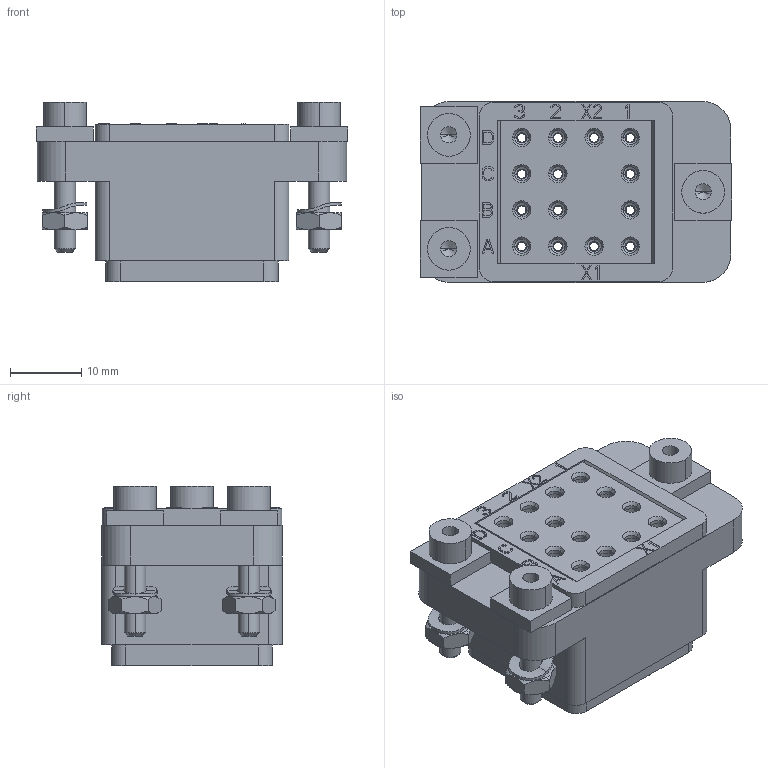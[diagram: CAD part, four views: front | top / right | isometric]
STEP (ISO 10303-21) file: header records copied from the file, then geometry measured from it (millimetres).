
FILE_DESCRIPTION((''),'2;1');
FILE_NAME('00156030110','2020-09-30T',('presta_be4'),(''),'CREO PARAMETRIC BY PTC INC, 2018360','CREO PARAMETRIC BY PTC INC, 2018360','');
FILE_SCHEMA(('CONFIG_CONTROL_DESIGN'));
Products named in the file (1): 00156030110
Bounding box: 43.7 x 25.4 x 25.27 mm (x, y, z)
Volume: 15637.8 mm3; surface area: 12975.6 mm2
Topology: 7 solids, 7 shells, 1874 faces, 4796 edges, 3077 vertices
Faces by surface type: plane 1024, cylinder 489, cone 249, torus 56, bspline 56
Entity records: 61410 total; most frequent: CARTESIAN_POINT 15455, ORIENTED_EDGE 9580, DIRECTION 9492, EDGE_CURVE 4790, AXIS2_PLACEMENT_3D 3250, VERTEX_POINT 3077, VECTOR 2992, LINE 2992
